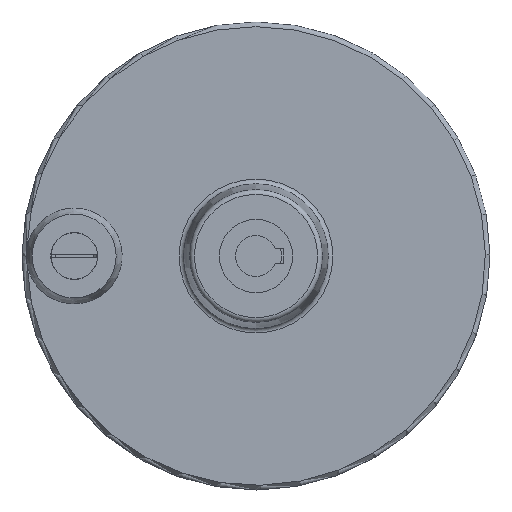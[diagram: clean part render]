
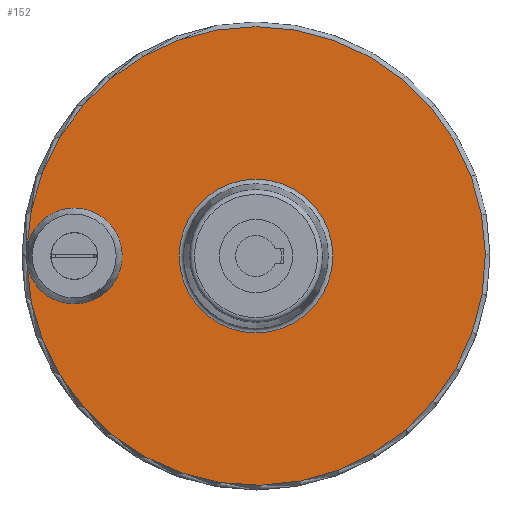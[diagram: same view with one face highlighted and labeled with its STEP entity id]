
A CAD part, front view. The second image highlights one B-rep face of the part: STEP entity #152.
In plain terms, the highlighted planar face has unit normal (0, -1, 0).
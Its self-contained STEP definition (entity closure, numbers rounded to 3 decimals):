
#152 = ADVANCED_FACE( '', ( #354, #355 ), #356, .F. );
#354 = FACE_OUTER_BOUND( '', #614, .T. );
#355 = FACE_BOUND( '', #615, .T. );
#356 = PLANE( '', #616 );
#614 = EDGE_LOOP( '', ( #985, #986 ) );
#615 = EDGE_LOOP( '', ( #987 ) );
#616 = AXIS2_PLACEMENT_3D( '', #988, #989, #990 );
#985 = ORIENTED_EDGE( '', *, *, #1469, .F. );
#986 = ORIENTED_EDGE( '', *, *, #1470, .F. );
#987 = ORIENTED_EDGE( '', *, *, #1471, .T. );
#988 = CARTESIAN_POINT( '', ( 35.776, -3.5, 0. ) );
#989 = DIRECTION( '', ( 0., 1., 0. ) );
#990 = DIRECTION( '', ( 0., 0., 1. ) );
#1469 = EDGE_CURVE( '', #1765, #1766, #1767, .T. );
#1470 = EDGE_CURVE( '', #1766, #1765, #1768, .F. );
#1471 = EDGE_CURVE( '', #1769, #1769, #1770, .T. );
#1765 = VERTEX_POINT( '', #2337 );
#1766 = VERTEX_POINT( '', #2338 );
#1767 = CIRCLE( '', #2339, 78.208 );
#1768 = CIRCLE( '', #2340, 16.338 );
#1769 = VERTEX_POINT( '', #2341 );
#1770 = CIRCLE( '', #2342, 26.224 );
#2337 = CARTESIAN_POINT( '', ( -16.173, -3.5, 2.316 ) );
#2338 = CARTESIAN_POINT( '', ( -16.173, -3.5, -2.316 ) );
#2339 = AXIS2_PLACEMENT_3D( '', #2843, #2844, #2845 );
#2340 = AXIS2_PLACEMENT_3D( '', #2846, #2847, #2848 );
#2341 = CARTESIAN_POINT( '', ( 62., -3.5, 26.224 ) );
#2342 = AXIS2_PLACEMENT_3D( '', #2849, #2850, #2851 );
#2843 = CARTESIAN_POINT( '', ( 62., -3.5, 0. ) );
#2844 = DIRECTION( '', ( 0., 1., 0. ) );
#2845 = DIRECTION( '', ( 0., 0., 1. ) );
#2846 = CARTESIAN_POINT( '', ( 0., -3.5, 0. ) );
#2847 = DIRECTION( '', ( 0., 1., 0. ) );
#2848 = DIRECTION( '', ( 0., 0., 1. ) );
#2849 = CARTESIAN_POINT( '', ( 62., -3.5, 0. ) );
#2850 = DIRECTION( '', ( 0., 1., 0. ) );
#2851 = DIRECTION( '', ( 0., 0., 1. ) );
